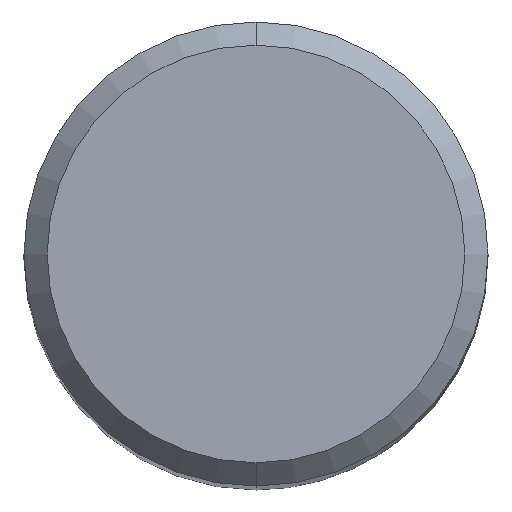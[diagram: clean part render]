
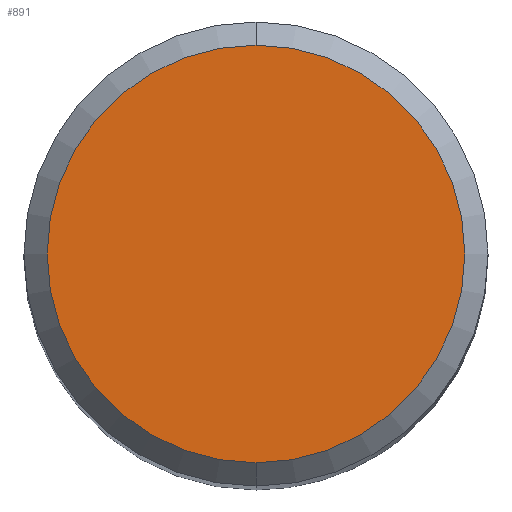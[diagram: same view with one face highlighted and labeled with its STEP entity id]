
A CAD part, top view. The second image highlights one B-rep face of the part: STEP entity #891.
In plain terms, the highlighted planar face has unit normal (0, 0, 1).
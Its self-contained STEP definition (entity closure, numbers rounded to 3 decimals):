
#483=VERTEX_POINT('',#1197);
#891=ADVANCED_FACE('',(#1646),#1647,.T.);
#949=EDGE_CURVE('',#1021,#483,#1709,.T.);
#1021=VERTEX_POINT('',#1789);
#1051=EDGE_CURVE('',#483,#1021,#1820,.T.);
#1197=CARTESIAN_POINT('',(0.,-4.5,0.0));
#1646=FACE_OUTER_BOUND('',#9236,.T.);
#1647=PLANE('',#9237);
#1709=CIRCLE('',#9572,4.5);
#1789=CARTESIAN_POINT('',(0.0,4.5,0.0));
#1820=CIRCLE('',#10216,4.5);
#9236=EDGE_LOOP('',(#10939,#10940));
#9237=AXIS2_PLACEMENT_3D('',#10941,#10942,#10943);
#9572=AXIS2_PLACEMENT_3D('',#10988,#10989,#10990);
#10216=AXIS2_PLACEMENT_3D('',#11098,#11099,#11100);
#10939=ORIENTED_EDGE('',*,*,#949,.F.);
#10940=ORIENTED_EDGE('',*,*,#1051,.F.);
#10941=CARTESIAN_POINT('',(0.0,2.25,0.0));
#10942=DIRECTION('',(-0.0,0.0,1.0));
#10943=DIRECTION('',(0.0,-1.0,0.0));
#10988=CARTESIAN_POINT('',(0.0,0.0,0.0));
#10989=DIRECTION('',(0.0,0.0,-1.0));
#10990=DIRECTION('',(0.0,1.0,0.0));
#11098=CARTESIAN_POINT('',(0.0,0.0,0.0));
#11099=DIRECTION('',(0.0,0.0,-1.0));
#11100=DIRECTION('',(0.0,1.0,0.0));
